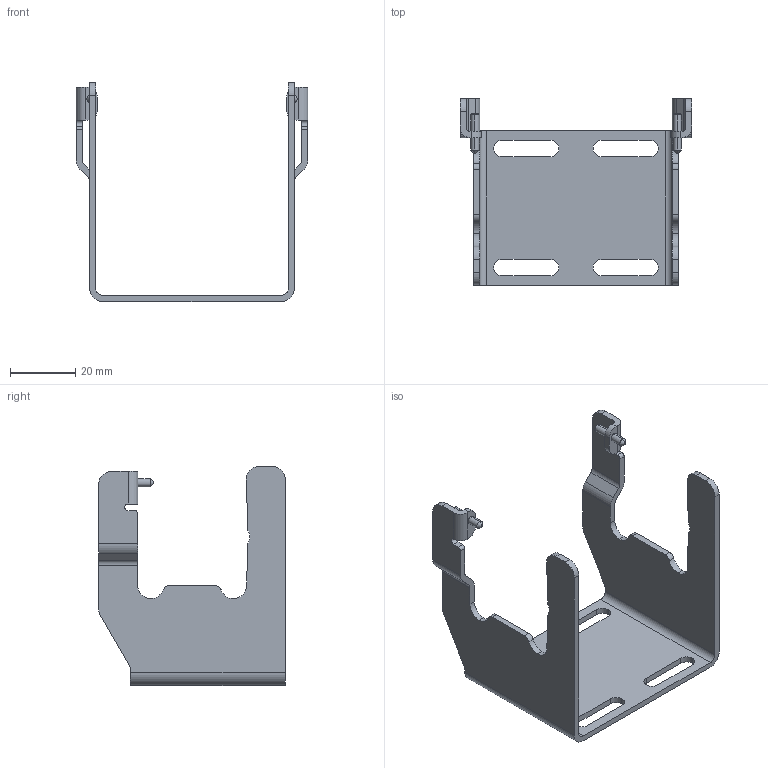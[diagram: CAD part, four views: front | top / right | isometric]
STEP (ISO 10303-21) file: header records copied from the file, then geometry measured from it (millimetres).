
FILE_DESCRIPTION (( 'STEP AP203' ), '1' );
FILE_NAME ('840024-50KIT.STEP', '2021-10-06T13:57:58', ( '' ), ( '' ), 'SwSTEP 2.0', 'SolidWorks 2021', '' );
FILE_SCHEMA (( 'CONFIG_CONTROL_DESIGN' ));
Length unit declared in the file: inch
Products named in the file (1): 840024-50KIT
Bounding box: 71 x 57.25 x 67.12 mm (x, y, z)
Volume: 13739.1 mm3; surface area: 16178.6 mm2
Topology: 1 solids, 1 shells, 144 faces, 400 edges, 264 vertices
Faces by surface type: cylinder 68, plane 68, cone 8
Entity records: 4739 total; most frequent: DIRECTION 834, CARTESIAN_POINT 809, ORIENTED_EDGE 800, EDGE_CURVE 400, AXIS2_PLACEMENT_3D 289, VERTEX_POINT 264, VECTOR 256, LINE 256
